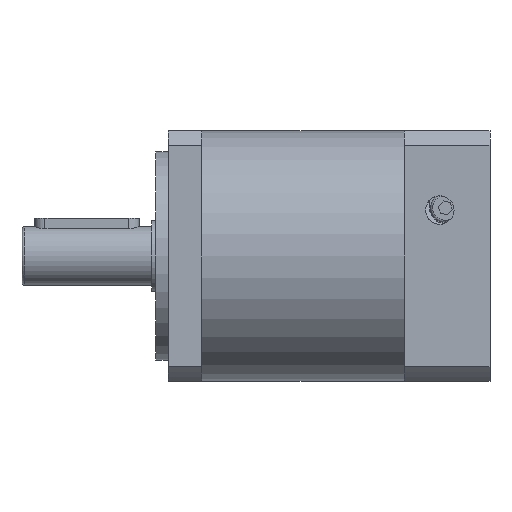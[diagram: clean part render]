
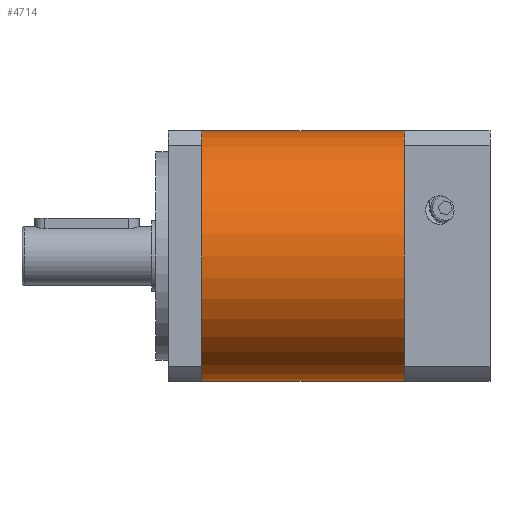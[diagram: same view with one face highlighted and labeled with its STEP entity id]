
A CAD part, left-side view. The second image highlights one B-rep face of the part: STEP entity #4714.
In plain terms, the highlighted cylindrical face has radius 30 mm (diameter 60 mm), a partial arc.
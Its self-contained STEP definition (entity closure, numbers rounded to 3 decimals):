
#348 = EDGE_LOOP ( 'NONE', ( #3004, #3414, #4561, #4224, #3117, #3188 ) ) ;
#412 = EDGE_CURVE ( 'NONE', #3890, #4186, #2225, .T. ) ;
#453 = CARTESIAN_POINT ( 'NONE',  ( 0., -24.25, 0. ) ) ;
#527 = DIRECTION ( 'NONE',  ( 0., 0., 1. ) ) ;
#732 = AXIS2_PLACEMENT_3D ( 'NONE', #774, #4394, #3637 ) ;
#774 = CARTESIAN_POINT ( 'NONE',  ( 0., 24.25, 0. ) ) ;
#948 = CARTESIAN_POINT ( 'NONE',  ( 0., 24.25, 0. ) ) ;
#980 = DIRECTION ( 'NONE',  ( 0., 1., 0. ) ) ;
#1026 = EDGE_CURVE ( 'NONE', #4865, #4186, #3600, .T. ) ;
#1043 = DIRECTION ( 'NONE',  ( 0., -1., 0. ) ) ;
#1074 = DIRECTION ( 'NONE',  ( 0., 0., 1. ) ) ;
#1119 = CARTESIAN_POINT ( 'NONE',  ( 0., -24.25, -30. ) ) ;
#1351 = FACE_OUTER_BOUND ( 'NONE', #348, .T. ) ;
#1414 = CARTESIAN_POINT ( 'NONE',  ( 0., 24.25, 0. ) ) ;
#1583 = DIRECTION ( 'NONE',  ( 0., 0., 1. ) ) ;
#1973 = DIRECTION ( 'NONE',  ( 0., 0., 1. ) ) ;
#2006 = DIRECTION ( 'NONE',  ( 0., 1., 0. ) ) ;
#2073 = CARTESIAN_POINT ( 'NONE',  ( 0., -24.25, 0. ) ) ;
#2178 = CARTESIAN_POINT ( 'NONE',  ( 0., 24.25, -30. ) ) ;
#2225 = LINE ( 'NONE', #4167, #2297 ) ;
#2272 = VERTEX_POINT ( 'NONE', #4052 ) ;
#2297 = VECTOR ( 'NONE', #4378, 1000. ) ;
#2444 = LINE ( 'NONE', #2178, #4317 ) ;
#2482 = EDGE_CURVE ( 'NONE', #2272, #3723, #2444, .T. ) ;
#2561 = AXIS2_PLACEMENT_3D ( 'NONE', #1414, #4400, #527 ) ;
#2574 = EDGE_CURVE ( 'NONE', #2272, #2615, #4362, .T. ) ;
#2592 = CIRCLE ( 'NONE', #4069, 30. ) ;
#2615 = VERTEX_POINT ( 'NONE', #4866 ) ;
#2955 = AXIS2_PLACEMENT_3D ( 'NONE', #948, #980, #1074 ) ;
#3004 = ORIENTED_EDGE ( 'NONE', *, *, #412, .F. ) ;
#3011 = CARTESIAN_POINT ( 'NONE',  ( 0., -24.25, 30. ) ) ;
#3117 = ORIENTED_EDGE ( 'NONE', *, *, #4915, .T. ) ;
#3168 = AXIS2_PLACEMENT_3D ( 'NONE', #2073, #2006, #1973 ) ;
#3188 = ORIENTED_EDGE ( 'NONE', *, *, #1026, .T. ) ;
#3210 = DIRECTION ( 'NONE',  ( 0., 1., 0. ) ) ;
#3333 = CYLINDRICAL_SURFACE ( 'NONE', #732, 30. ) ;
#3414 = ORIENTED_EDGE ( 'NONE', *, *, #4282, .F. ) ;
#3557 = CARTESIAN_POINT ( 'NONE',  ( 0., 24.25, 30. ) ) ;
#3600 = CIRCLE ( 'NONE', #3168, 30. ) ;
#3637 = DIRECTION ( 'NONE',  ( 0., 0., -1. ) ) ;
#3723 = VERTEX_POINT ( 'NONE', #1119 ) ;
#3890 = VERTEX_POINT ( 'NONE', #3557 ) ;
#4052 = CARTESIAN_POINT ( 'NONE',  ( 0., 24.25, -30. ) ) ;
#4069 = AXIS2_PLACEMENT_3D ( 'NONE', #453, #3210, #1583 ) ;
#4167 = CARTESIAN_POINT ( 'NONE',  ( 0., 24.25, 30. ) ) ;
#4186 = VERTEX_POINT ( 'NONE', #3011 ) ;
#4224 = ORIENTED_EDGE ( 'NONE', *, *, #2482, .T. ) ;
#4282 = EDGE_CURVE ( 'NONE', #2615, #3890, #4403, .T. ) ;
#4317 = VECTOR ( 'NONE', #1043, 1000. ) ;
#4362 = CIRCLE ( 'NONE', #2561, 30. ) ;
#4378 = DIRECTION ( 'NONE',  ( 0., -1., 0. ) ) ;
#4394 = DIRECTION ( 'NONE',  ( 0., -1., 0. ) ) ;
#4400 = DIRECTION ( 'NONE',  ( 0., 1., 0. ) ) ;
#4403 = CIRCLE ( 'NONE', #2955, 30. ) ;
#4526 = CARTESIAN_POINT ( 'NONE',  ( -30., -24.25, 0. ) ) ;
#4561 = ORIENTED_EDGE ( 'NONE', *, *, #2574, .F. ) ;
#4714 = ADVANCED_FACE ( 'NONE', ( #1351 ), #3333, .T. ) ;
#4865 = VERTEX_POINT ( 'NONE', #4526 ) ;
#4866 = CARTESIAN_POINT ( 'NONE',  ( -30., 24.25, 0. ) ) ;
#4915 = EDGE_CURVE ( 'NONE', #3723, #4865, #2592, .T. ) ;
